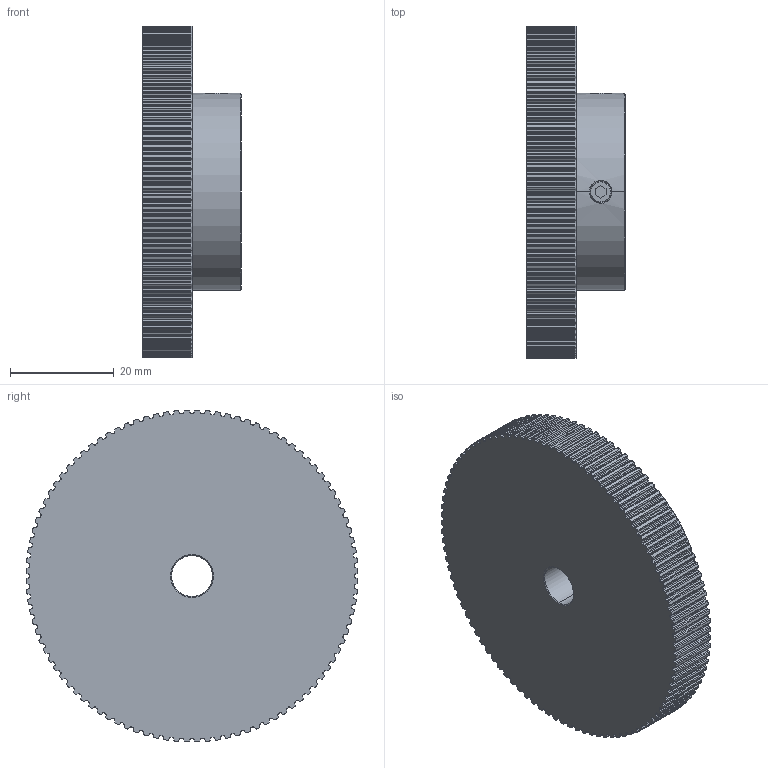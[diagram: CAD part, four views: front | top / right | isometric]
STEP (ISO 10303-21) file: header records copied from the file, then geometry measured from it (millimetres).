
FILE_DESCRIPTION (( 'STEP AP214' ), '1' );
FILE_NAME ('APB100MXL025B-312.step', '2016-06-13T20:59:44', ( '' ), ( '' ), 'SwSTEP 2.0', 'SolidWorks 2016', '' );
FILE_SCHEMA (( 'AUTOMOTIVE_DESIGN' ));
Length unit declared in the file: inch
Products named in the file (1): APB100MXL025B-312
Bounding box: 19.05 x 64.14 x 64.14 mm (x, y, z)
Volume: 39806.5 mm3; surface area: 10896.2 mm2
Topology: 3 solids, 3 shells, 925 faces, 2742 edges, 1824 vertices
Faces by surface type: cylinder 590, plane 321, cone 10, bspline 4
Entity records: 34832 total; most frequent: CARTESIAN_POINT 8695, DIRECTION 5746, ORIENTED_EDGE 5484, EDGE_CURVE 2742, AXIS2_PLACEMENT_3D 2104, VERTEX_POINT 1824, VECTOR 1538, LINE 1538
